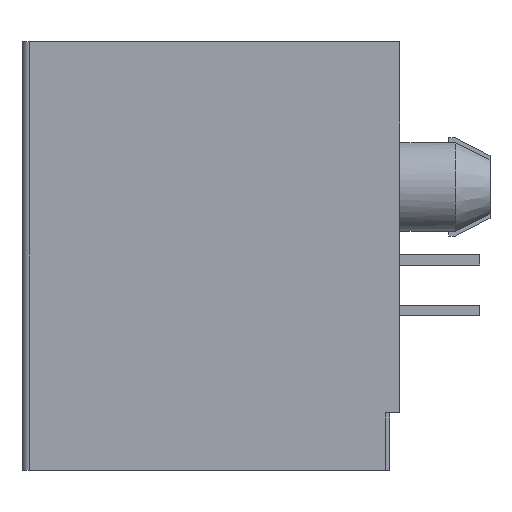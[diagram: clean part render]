
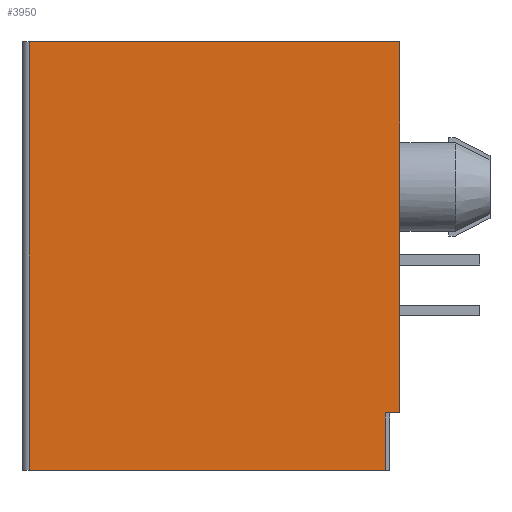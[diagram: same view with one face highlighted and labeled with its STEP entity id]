
A CAD part, left-side view. The second image highlights one B-rep face of the part: STEP entity #3950.
In plain terms, the highlighted planar face has unit normal (-1, 0, 0).
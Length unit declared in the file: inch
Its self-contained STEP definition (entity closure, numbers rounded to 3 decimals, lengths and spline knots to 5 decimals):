
#27=DIRECTION('',(0.,-1.,0.));
#28=VECTOR('',#27,0.49);
#29=CARTESIAN_POINT('',(-0.31,0.25,-0.295));
#30=LINE('',#29,#28);
#542=DIRECTION('',(0.,0.,1.));
#543=VECTOR('',#542,0.079);
#544=CARTESIAN_POINT('',(-0.31,-0.24,-0.295));
#545=LINE('',#544,#543);
#546=DIRECTION('',(0.,0.,-1.));
#547=VECTOR('',#546,0.59);
#548=CARTESIAN_POINT('',(-0.31,0.25,0.295));
#549=LINE('',#548,#547);
#550=DIRECTION('',(0.,0.,1.));
#551=VECTOR('',#550,0.035);
#552=CARTESIAN_POINT('',(-0.31,-0.26,0.0775));
#553=LINE('',#552,#551);
#574=DIRECTION('',(0.,-1.,0.));
#575=VECTOR('',#574,0.02);
#576=CARTESIAN_POINT('',(-0.31,-0.24,-0.216));
#577=LINE('',#576,#575);
#603=DIRECTION('',(0.,0.,1.));
#604=VECTOR('',#603,0.2935);
#605=CARTESIAN_POINT('',(-0.31,-0.26,-0.216));
#606=LINE('',#605,#604);
#612=DIRECTION('',(0.,0.,1.));
#613=VECTOR('',#612,0.1825);
#614=CARTESIAN_POINT('',(-0.31,-0.26,0.1125));
#615=LINE('',#614,#613);
#1126=DIRECTION('',(0.,-1.,0.));
#1127=VECTOR('',#1126,0.51);
#1128=CARTESIAN_POINT('',(-0.31,0.25,0.295));
#1129=LINE('',#1128,#1127);
#2620=CARTESIAN_POINT('',(-0.31,-0.26,0.295));
#2622=VERTEX_POINT('',#2620);
#2764=CARTESIAN_POINT('',(-0.31,-0.26,-0.216));
#2766=VERTEX_POINT('',#2764);
#2837=CARTESIAN_POINT('',(-0.31,-0.26,0.0775));
#2838=CARTESIAN_POINT('',(-0.31,-0.26,0.1125));
#2839=VERTEX_POINT('',#2837);
#2840=VERTEX_POINT('',#2838);
#3213=CARTESIAN_POINT('',(-0.31,0.25,-0.295));
#3215=VERTEX_POINT('',#3213);
#3219=CARTESIAN_POINT('',(-0.31,0.25,0.295));
#3220=VERTEX_POINT('',#3219);
#3269=CARTESIAN_POINT('',(-0.31,-0.24,-0.295));
#3270=VERTEX_POINT('',#3269);
#3273=CARTESIAN_POINT('',(-0.31,-0.24,-0.216));
#3274=VERTEX_POINT('',#3273);
#3929=CARTESIAN_POINT('',(-0.31,0.26,-0.295));
#3930=DIRECTION('',(-1.,0.,0.));
#3931=DIRECTION('',(0.,-1.,0.));
#3932=AXIS2_PLACEMENT_3D('',#3929,#3930,#3931);
#3933=PLANE('',#3932);
#3935=ORIENTED_EDGE('',*,*,#3934,.F.);
#3936=ORIENTED_EDGE('',*,*,#3454,.F.);
#3938=ORIENTED_EDGE('',*,*,#3937,.F.);
#3940=ORIENTED_EDGE('',*,*,#3939,.T.);
#3942=ORIENTED_EDGE('',*,*,#3941,.F.);
#3943=ORIENTED_EDGE('',*,*,#3895,.F.);
#3945=ORIENTED_EDGE('',*,*,#3944,.F.);
#3947=ORIENTED_EDGE('',*,*,#3946,.F.);
#3948=EDGE_LOOP('',(#3935,#3936,#3938,#3940,#3942,#3943,#3945,#3947));
#3949=FACE_OUTER_BOUND('',#3948,.F.);
#3950=ADVANCED_FACE('',(#3949),#3933,.T.);
#3454=EDGE_CURVE('',#3215,#3270,#30,.T.);
#3895=EDGE_CURVE('',#2839,#2840,#553,.T.);
#3934=EDGE_CURVE('',#3270,#3274,#545,.T.);
#3937=EDGE_CURVE('',#3220,#3215,#549,.T.);
#3939=EDGE_CURVE('',#3220,#2622,#1129,.T.);
#3941=EDGE_CURVE('',#2840,#2622,#615,.T.);
#3944=EDGE_CURVE('',#2766,#2839,#606,.T.);
#3946=EDGE_CURVE('',#3274,#2766,#577,.T.);
